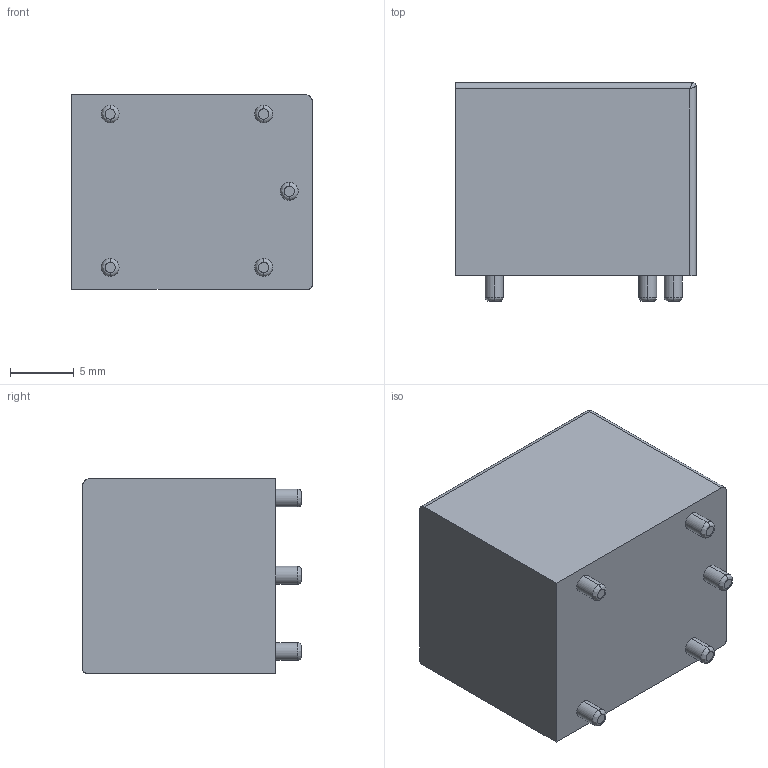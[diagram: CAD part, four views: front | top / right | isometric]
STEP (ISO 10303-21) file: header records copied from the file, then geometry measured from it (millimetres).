
FILE_DESCRIPTION (( 'STEP AP214' ), '1' );
FILE_NAME ('6D84FE77-3837-448C-B52E-4F4FD46CCFAB.STEP', '2024-08-25T18:33:15', ( '' ), ( '' ), 'SwSTEP 2.0', 'SolidWorks 2022', '' );
FILE_SCHEMA (( 'AUTOMOTIVE_DESIGN' ));
Length unit declared in the file: millimetre
Products named in the file (1): 6D84FE77-3837-448C-B52E-4F4FD46CCFAB
Bounding box: 18.8 x 17.11 x 15.2 mm (x, y, z)
Volume: 4327.4 mm3; surface area: 1628.3 mm2
Topology: 1 solids, 1 shells, 671 faces, 1808 edges, 1200 vertices
Faces by surface type: bspline 385, plane 270, cylinder 16
Entity records: 26417 total; most frequent: CARTESIAN_POINT 11568, ORIENTED_EDGE 3610, EDGE_CURVE 1805, DIRECTION 1660, VERTEX_POINT 1200, LINE 1000, VECTOR 1000, B_SPLINE_CURVE_WITH_KNOTS 747
